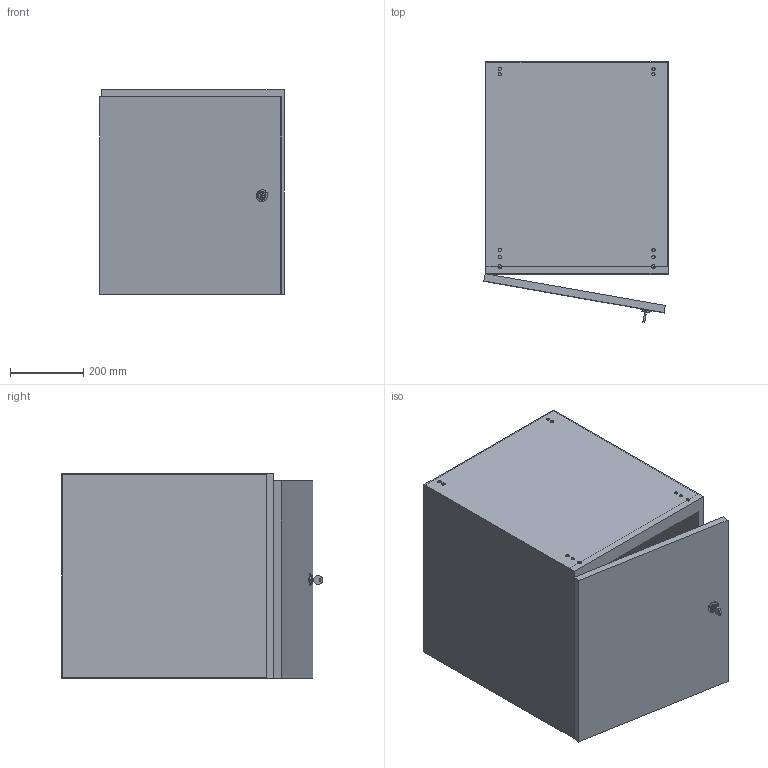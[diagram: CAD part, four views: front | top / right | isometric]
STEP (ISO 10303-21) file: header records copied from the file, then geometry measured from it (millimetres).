
FILE_DESCRIPTION(/* description */ ('Türen Unterschrank, groß, links'),/* implementation_level */ '2;1');
FILE_NAME(/* name */ 'ZEI_CAD_320816-2-REV00_#SALL_#AIN_#V1.step',/* time_stamp */ '2022-10-10T07:10:25+02:00',/* author */ ('MiniTec'),/* organization */ ('MiniTec GmbH & Co.KG'),/* preprocessor_version */ 'ST-DEVELOPER v18.1',/* originating_system */ 'Autodesk Inventor 2021',/* authorisation */ '');
FILE_SCHEMA (('CONFIG_CONTROL_DESIGN'));
Length unit declared in the file: millimetre
Products named in the file (3): leer; leer_1; leer_2
Assembly tree (2 placements, depth 2):
  leer
    leer_1
    leer_2
Bounding box: 503.47 x 712.74 x 560 mm (x, y, z)
Volume: 9320416.8 mm3; surface area: 3678357.8 mm2
Topology: 3 solids, 3 shells, 99 faces, 264 edges, 167 vertices
Faces by surface type: plane 72, cylinder 24, cone 2, sphere 1
Full cylindrical faces by diameter (mm): 9 x10, 17 x2, 32 x1
Entity records: 3240 total; most frequent: CARTESIAN_POINT 541, DIRECTION 540, ORIENTED_EDGE 530, EDGE_CURVE 265, LINE 196, VECTOR 196, AXIS2_PLACEMENT_3D 172, VERTEX_POINT 167
